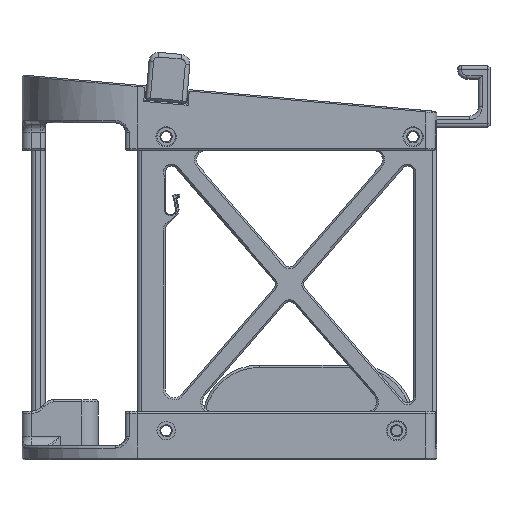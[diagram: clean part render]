
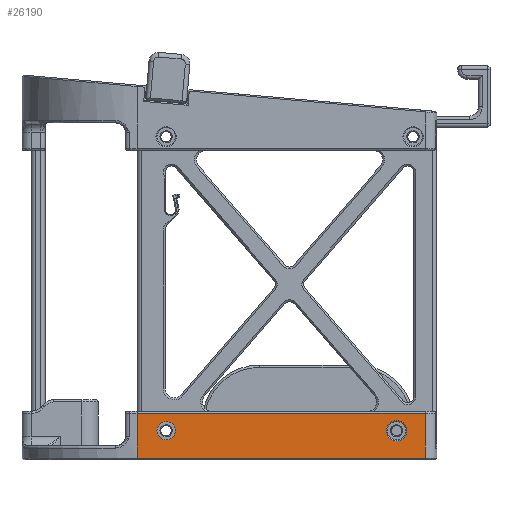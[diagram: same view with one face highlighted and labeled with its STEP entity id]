
A CAD part, left-side view. The second image highlights one B-rep face of the part: STEP entity #26190.
In plain terms, the highlighted planar face has unit normal (-1, 0, 0).
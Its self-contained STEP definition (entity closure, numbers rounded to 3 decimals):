
#1320=FACE_BOUND('',#3876,.T.);
#1321=FACE_BOUND('',#3877,.T.);
#1449=PLANE('',#28042);
#2142=FACE_OUTER_BOUND('',#3875,.T.);
#3875=EDGE_LOOP('',(#18013,#18014,#18015,#18016));
#3876=EDGE_LOOP('',(#18017));
#3877=EDGE_LOOP('',(#18018));
#5725=LINE('',#39146,#7996);
#5726=LINE('',#39148,#7997);
#5727=LINE('',#39150,#7998);
#5728=LINE('',#39151,#7999);
#7996=VECTOR('',#31060,10.);
#7997=VECTOR('',#31061,10.);
#7998=VECTOR('',#31062,10.);
#7999=VECTOR('',#31063,10.);
#10257=CIRCLE('',#28038,4.4);
#10260=CIRCLE('',#28043,4.);
#11599=VERTEX_POINT('',#39134);
#11602=VERTEX_POINT('',#39144);
#11603=VERTEX_POINT('',#39145);
#11604=VERTEX_POINT('',#39147);
#11605=VERTEX_POINT('',#39149);
#11606=VERTEX_POINT('',#39152);
#13944=EDGE_CURVE('',#11599,#11599,#10257,.T.);
#13949=EDGE_CURVE('',#11602,#11603,#5725,.T.);
#13950=EDGE_CURVE('',#11602,#11604,#5726,.T.);
#13951=EDGE_CURVE('',#11605,#11604,#5727,.T.);
#13952=EDGE_CURVE('',#11603,#11605,#5728,.T.);
#13953=EDGE_CURVE('',#11606,#11606,#10260,.T.);
#18013=ORIENTED_EDGE('',*,*,#13949,.F.);
#18014=ORIENTED_EDGE('',*,*,#13950,.T.);
#18015=ORIENTED_EDGE('',*,*,#13951,.F.);
#18016=ORIENTED_EDGE('',*,*,#13952,.F.);
#18017=ORIENTED_EDGE('',*,*,#13953,.T.);
#18018=ORIENTED_EDGE('',*,*,#13944,.F.);
#26190=ADVANCED_FACE('',(#2142,#1320,#1321),#1449,.T.);
#28038=AXIS2_PLACEMENT_3D('',#39135,#31048,#31049);
#28042=AXIS2_PLACEMENT_3D('',#39143,#31058,#31059);
#28043=AXIS2_PLACEMENT_3D('',#39153,#31064,#31065);
#31048=DIRECTION('center_axis',(-1.,0.,0.));
#31049=DIRECTION('ref_axis',(0.,-1.,0.));
#31058=DIRECTION('center_axis',(-1.,0.,0.));
#31059=DIRECTION('ref_axis',(0.,-1.,0.));
#31060=DIRECTION('',(0.,1.,0.));
#31061=DIRECTION('',(0.,0.,1.));
#31062=DIRECTION('',(0.,-1.,0.));
#31063=DIRECTION('',(0.,0.,1.));
#31064=DIRECTION('center_axis',(1.,0.,0.));
#31065=DIRECTION('ref_axis',(0.,-1.,0.));
#39134=CARTESIAN_POINT('',(-112.5,-68.1,12.5));
#39135=CARTESIAN_POINT('Origin',(-112.5,-72.5,12.5));
#39143=CARTESIAN_POINT('Origin',(-112.5,40.,0.));
#39144=CARTESIAN_POINT('',(-112.5,-85.,0.6));
#39145=CARTESIAN_POINT('',(-112.5,40.,0.6));
#39146=CARTESIAN_POINT('',(-112.5,20.,0.6));
#39147=CARTESIAN_POINT('',(-112.5,-85.,20.));
#39148=CARTESIAN_POINT('',(-112.5,-85.,0.));
#39149=CARTESIAN_POINT('',(-112.5,40.,20.));
#39150=CARTESIAN_POINT('',(-112.5,8.825,20.));
#39151=CARTESIAN_POINT('',(-112.5,40.,0.));
#39152=CARTESIAN_POINT('',(-112.5,31.5,12.5));
#39153=CARTESIAN_POINT('Origin',(-112.5,27.5,12.5));
